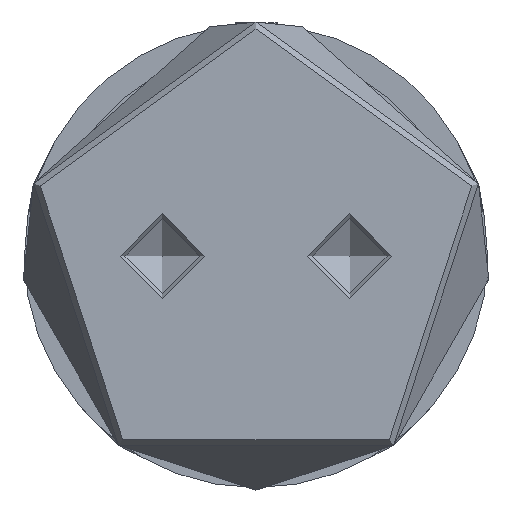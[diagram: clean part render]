
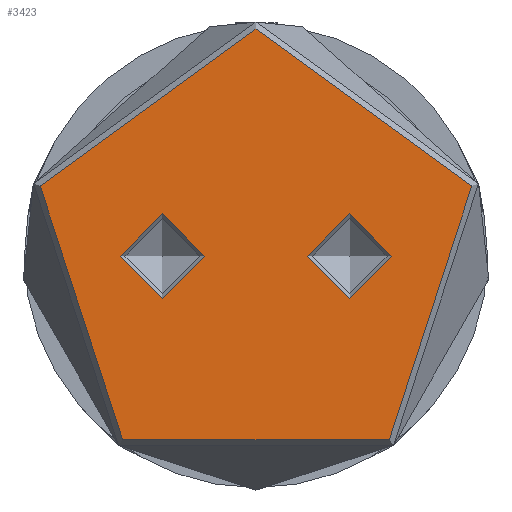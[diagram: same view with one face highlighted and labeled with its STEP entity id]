
A CAD part, front view. The second image highlights one B-rep face of the part: STEP entity #3423.
In plain terms, the highlighted face is planar.
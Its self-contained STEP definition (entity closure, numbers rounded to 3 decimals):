
#272 = CARTESIAN_POINT ( 'NONE',  ( 0., 10., 0. ) ) ;
#276 = DIRECTION ( 'NONE',  ( 1., 0., 0. ) ) ;
#354 = CIRCLE ( 'NONE', #2225, 4.5 ) ;
#494 = EDGE_LOOP ( 'NONE', ( #1705 ) ) ;
#660 = DIRECTION ( 'NONE',  ( 1., 0., 0. ) ) ;
#744 = AXIS2_PLACEMENT_3D ( 'NONE', #2095, #4825, #2490 ) ;
#977 = AXIS2_PLACEMENT_3D ( 'NONE', #4922, #2594, #276 ) ;
#1232 = FACE_BOUND ( 'NONE', #494, .T. ) ;
#1499 = VERTEX_POINT ( 'NONE', #2213 ) ;
#1645 = CIRCLE ( 'NONE', #1997, 4.5 ) ;
#1658 = EDGE_LOOP ( 'NONE', ( #2687 ) ) ;
#1705 = ORIENTED_EDGE ( 'NONE', *, *, #2674, .F. ) ;
#1847 = CARTESIAN_POINT ( 'NONE',  ( 0., -10., 0. ) ) ;
#1997 = AXIS2_PLACEMENT_3D ( 'NONE', #1847, #4568, #2223 ) ;
#2095 = CARTESIAN_POINT ( 'NONE',  ( 0., 0., 0. ) ) ;
#2213 = CARTESIAN_POINT ( 'NONE',  ( 4.5, -10., 0. ) ) ;
#2223 = DIRECTION ( 'NONE',  ( 1., 0., 0. ) ) ;
#2225 = AXIS2_PLACEMENT_3D ( 'NONE', #272, #2966, #660 ) ;
#2268 = FACE_OUTER_BOUND ( 'NONE', #3231, .T. ) ;
#2411 = VERTEX_POINT ( 'NONE', #4560 ) ;
#2490 = DIRECTION ( 'NONE',  ( -1., 0., 0. ) ) ;
#2594 = DIRECTION ( 'NONE',  ( 0., 0., 1. ) ) ;
#2597 = CARTESIAN_POINT ( 'NONE',  ( 4.5, 10., 0. ) ) ;
#2674 = EDGE_CURVE ( 'NONE', #3709, #3709, #354, .T. ) ;
#2687 = ORIENTED_EDGE ( 'NONE', *, *, #4152, .T. ) ;
#2966 = DIRECTION ( 'NONE',  ( 0., 0., 1. ) ) ;
#3231 = EDGE_LOOP ( 'NONE', ( #3502 ) ) ;
#3307 = FACE_BOUND ( 'NONE', #1658, .T. ) ;
#3423 = ADVANCED_FACE ( 'NONE', ( #1232, #2268, #3307 ), #4430, .F. ) ;
#3502 = ORIENTED_EDGE ( 'NONE', *, *, #4085, .T. ) ;
#3709 = VERTEX_POINT ( 'NONE', #2597 ) ;
#3881 = CIRCLE ( 'NONE', #977, 24.25 ) ;
#4085 = EDGE_CURVE ( 'NONE', #2411, #2411, #3881, .T. ) ;
#4152 = EDGE_CURVE ( 'NONE', #1499, #1499, #1645, .T. ) ;
#4430 = PLANE ( 'NONE',  #744 ) ;
#4560 = CARTESIAN_POINT ( 'NONE',  ( 24.25, 0., 0. ) ) ;
#4568 = DIRECTION ( 'NONE',  ( 0., 0., -1. ) ) ;
#4825 = DIRECTION ( 'NONE',  ( 0., 0., -1. ) ) ;
#4922 = CARTESIAN_POINT ( 'NONE',  ( 0., 0., 0. ) ) ;
